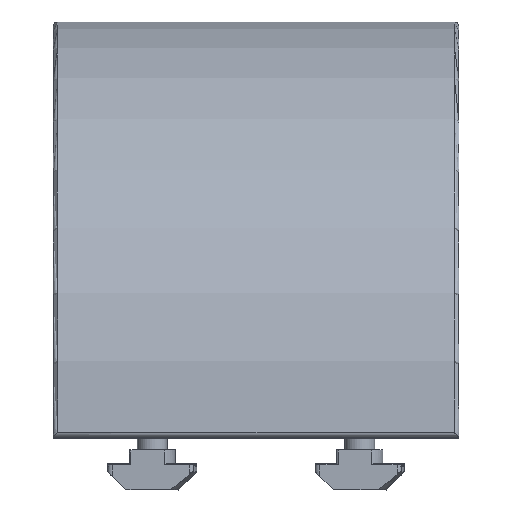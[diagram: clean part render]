
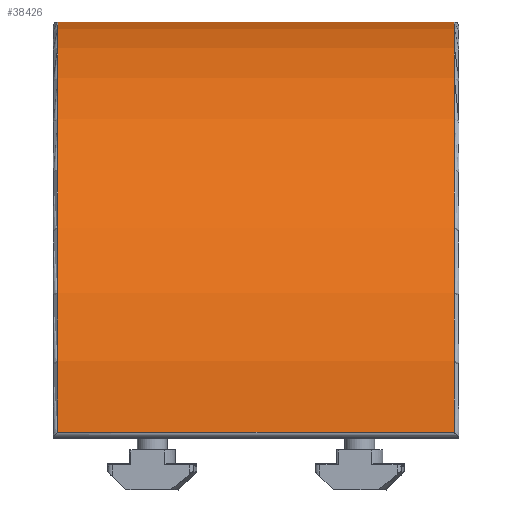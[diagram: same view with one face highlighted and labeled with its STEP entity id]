
A CAD part, front view. The second image highlights one B-rep face of the part: STEP entity #38426.
In plain terms, the highlighted cylindrical face has radius 90 mm (diameter 180 mm), a partial arc.
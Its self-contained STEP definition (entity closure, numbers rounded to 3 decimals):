
#20249=CYLINDRICAL_SURFACE('',#36299,90.);
#20385=CIRCLE('',#36297,90.);
#20387=CIRCLE('',#36300,90.);
#21080=ORIENTED_EDGE('',*,*,#28351,.F.);
#21081=ORIENTED_EDGE('',*,*,#28348,.T.);
#21082=ORIENTED_EDGE('',*,*,#28347,.F.);
#21083=ORIENTED_EDGE('',*,*,#28352,.F.);
#24768=VECTOR('',#32202,1.);
#24769=VECTOR('',#32211,1.);
#25884=LINE('',#39633,#24768);
#25885=LINE('',#39650,#24769);
#26976=VERTEX_POINT('',#39613);
#26977=VERTEX_POINT('',#39623);
#26978=VERTEX_POINT('',#39635);
#26980=VERTEX_POINT('',#39649);
#28347=EDGE_CURVE('',#26977,#26976,#25884,.T.);
#28348=EDGE_CURVE('',#26978,#26976,#20385,.T.);
#28351=EDGE_CURVE('',#26978,#26980,#25885,.T.);
#28352=EDGE_CURVE('',#26980,#26977,#20387,.T.);
#30195=EDGE_LOOP('',(#21080,#21081,#21082,#21083));
#31047=FACE_BOUND('',#30195,.T.);
#32202=DIRECTION('',(86.,0.,0.));
#32205=DIRECTION('',(-1.,0.,0.));
#32206=DIRECTION('',(0.,-89.994,1.011));
#32209=DIRECTION('',(-1.,0.,0.));
#32210=DIRECTION('',(0.,1.,0.));
#32211=DIRECTION('',(-86.,0.,0.));
#32212=DIRECTION('',(-1.,0.,0.));
#32213=DIRECTION('',(0.,-89.994,1.011));
#36297=AXIS2_PLACEMENT_3D('',#39636,#32205,#32206);
#36299=AXIS2_PLACEMENT_3D('',#39648,#32209,#32210);
#36300=AXIS2_PLACEMENT_3D('',#39651,#32212,#32213);
#38426=ADVANCED_FACE('',(#31047),#20249,.T.);
#39613=CARTESIAN_POINT('',(43.,-1.011,89.994));
#39623=CARTESIAN_POINT('',(-43.,-1.011,89.994));
#39633=CARTESIAN_POINT('',(-43.,-1.011,89.994));
#39635=CARTESIAN_POINT('',(43.,-89.994,1.011));
#39636=CARTESIAN_POINT('',(43.,0.,0.));
#39648=CARTESIAN_POINT('',(-43.,0.,0.));
#39649=CARTESIAN_POINT('',(-43.,-89.994,1.011));
#39650=CARTESIAN_POINT('',(43.,-89.994,1.011));
#39651=CARTESIAN_POINT('',(-43.,0.,0.));
